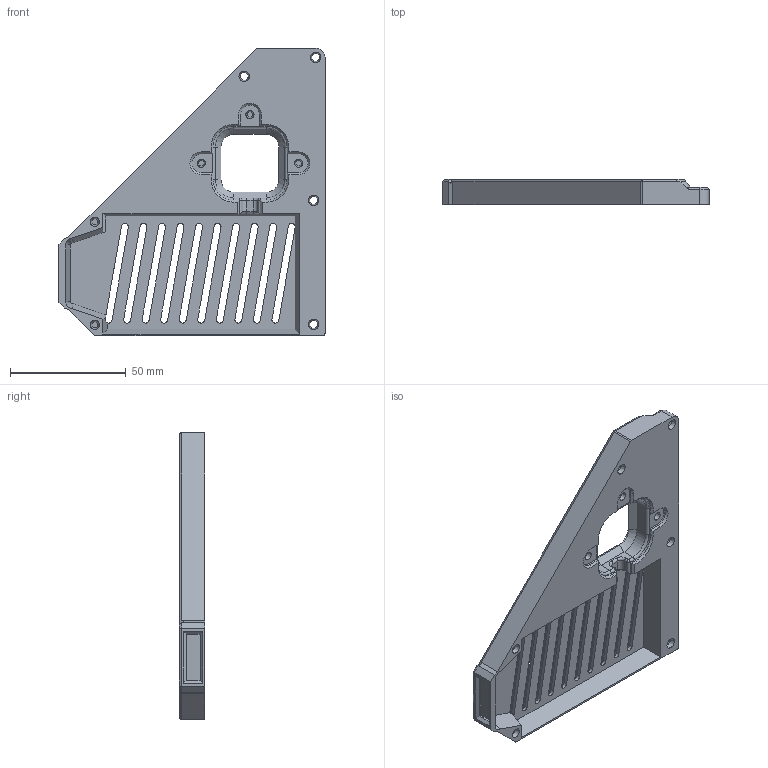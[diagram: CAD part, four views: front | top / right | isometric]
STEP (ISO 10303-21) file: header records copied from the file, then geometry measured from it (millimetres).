
FILE_DESCRIPTION(/* description */ (''),/* implementation_level */ '2;1');
FILE_NAME(/* name */ 'BASECOVER_RIGHT_V01.step',/* time_stamp */ '2023-01-20T19:16:28+01:00',/* author */ (''),/* organization */ (''),/* preprocessor_version */ 'ST-DEVELOPER v19.2',/* originating_system */ 'Autodesk Translation Framework v11.17.0.187',/* authorisation */ '');
FILE_SCHEMA (('AUTOMOTIVE_DESIGN { 1 0 10303 214 3 1 1 }'));
Length unit declared in the file: millimetre
Products named in the file (1): BASECOVER_RIGHT_V01_PR
Bounding box: 114.82 x 11 x 124.2 mm (x, y, z)
Volume: 56490.4 mm3; surface area: 26802.6 mm2
Topology: 1 solids, 1 shells, 269 faces, 650 edges, 387 vertices
Faces by surface type: plane 142, cylinder 63, cone 54, torus 8, sphere 2
Full cylindrical faces by diameter (mm): 2.5 x3, 2.7 x2, 3.5 x4
Entity records: 7867 total; most frequent: CARTESIAN_POINT 1396, DIRECTION 1383, ORIENTED_EDGE 1300, EDGE_CURVE 650, AXIS2_PLACEMENT_3D 468, LINE 447, VECTOR 447, VERTEX_POINT 387
